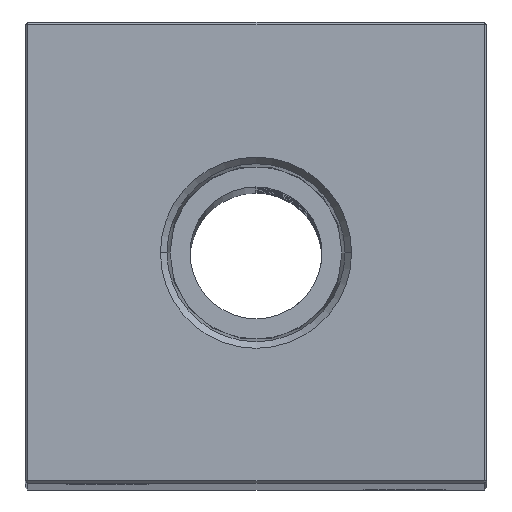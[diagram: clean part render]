
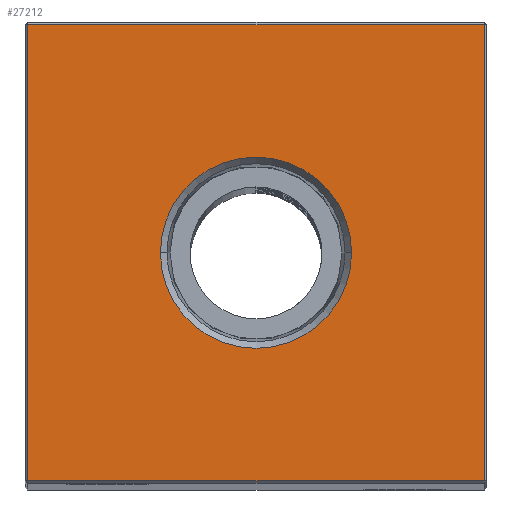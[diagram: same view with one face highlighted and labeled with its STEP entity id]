
A CAD part, top view. The second image highlights one B-rep face of the part: STEP entity #27212.
In plain terms, the highlighted planar face has unit normal (0, 0, 1).
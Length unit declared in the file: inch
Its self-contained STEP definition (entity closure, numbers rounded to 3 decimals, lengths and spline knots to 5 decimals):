
#1815 = EDGE_LOOP ( 'NONE', ( #16884, #8595 ) ) ;
#5066 = CIRCLE ( 'NONE', #25026, 0.3626 ) ;
#5386 = DIRECTION ( 'NONE',  ( 0., 1., 0. ) ) ;
#5666 = CARTESIAN_POINT ( 'NONE',  ( 0.3626, 0., 14.25 ) ) ;
#5757 = VERTEX_POINT ( 'NONE', #21752 ) ;
#5771 = EDGE_CURVE ( 'NONE', #19709, #16590, #32259, .T. ) ;
#6140 = FACE_OUTER_BOUND ( 'NONE', #20944, .T. ) ;
#6148 = LINE ( 'NONE', #17183, #16423 ) ;
#6507 = DIRECTION ( 'NONE',  ( 0., 0., -1. ) ) ;
#6566 = EDGE_CURVE ( 'NONE', #16590, #8283, #6148, .T. ) ;
#6674 = EDGE_CURVE ( 'NONE', #8283, #14665, #34326, .T. ) ;
#6753 = EDGE_CURVE ( 'NONE', #14665, #19709, #19126, .T. ) ;
#7179 = EDGE_CURVE ( 'NONE', #17129, #5757, #11889, .T. ) ;
#8100 = CARTESIAN_POINT ( 'NONE',  ( 0., 0.865, 14.25 ) ) ;
#8283 = VERTEX_POINT ( 'NONE', #25665 ) ;
#8595 = ORIENTED_EDGE ( 'NONE', *, *, #26259, .F. ) ;
#9421 = CARTESIAN_POINT ( 'NONE',  ( 0., 0., 14.25 ) ) ;
#10301 = CARTESIAN_POINT ( 'NONE',  ( 0., -0.865, 14.25 ) ) ;
#10930 = DIRECTION ( 'NONE',  ( 1., 0., 0. ) ) ;
#11483 = ORIENTED_EDGE ( 'NONE', *, *, #5771, .T. ) ;
#11889 = CIRCLE ( 'NONE', #31527, 0.3626 ) ;
#13002 = VECTOR ( 'NONE', #21278, 39.37008 ) ;
#13791 = CARTESIAN_POINT ( 'NONE',  ( -0.865, 0.865, 14.25 ) ) ;
#14665 = VERTEX_POINT ( 'NONE', #30482 ) ;
#16423 = VECTOR ( 'NONE', #27830, 39.37008 ) ;
#16590 = VERTEX_POINT ( 'NONE', #13791 ) ;
#16884 = ORIENTED_EDGE ( 'NONE', *, *, #7179, .F. ) ;
#17073 = ORIENTED_EDGE ( 'NONE', *, *, #6753, .T. ) ;
#17129 = VERTEX_POINT ( 'NONE', #5666 ) ;
#17174 = FACE_BOUND ( 'NONE', #1815, .T. ) ;
#17183 = CARTESIAN_POINT ( 'NONE',  ( -0.865, 0., 14.25 ) ) ;
#17539 = DIRECTION ( 'NONE',  ( -1., 0., 0. ) ) ;
#19100 = DIRECTION ( 'NONE',  ( -1., 0., 0. ) ) ;
#19126 = LINE ( 'NONE', #29680, #24886 ) ;
#19709 = VERTEX_POINT ( 'NONE', #32970 ) ;
#20410 = DIRECTION ( 'NONE',  ( 0., 0., 1. ) ) ;
#20944 = EDGE_LOOP ( 'NONE', ( #30464, #22596, #17073, #11483 ) ) ;
#21278 = DIRECTION ( 'NONE',  ( 1., 0., 0. ) ) ;
#21752 = CARTESIAN_POINT ( 'NONE',  ( -0.3626, 0., 14.25 ) ) ;
#22596 = ORIENTED_EDGE ( 'NONE', *, *, #6674, .T. ) ;
#24460 = CARTESIAN_POINT ( 'NONE',  ( 0., 0., 14.25 ) ) ;
#24886 = VECTOR ( 'NONE', #5386, 39.37008 ) ;
#24993 = VECTOR ( 'NONE', #19100, 39.37008 ) ;
#25026 = AXIS2_PLACEMENT_3D ( 'NONE', #24460, #34917, #10930 ) ;
#25665 = CARTESIAN_POINT ( 'NONE',  ( -0.865, -0.865, 14.25 ) ) ;
#26259 = EDGE_CURVE ( 'NONE', #5757, #17129, #5066, .T. ) ;
#27212 = ADVANCED_FACE ( 'NONE', ( #6140, #17174 ), #27821, .F. ) ;
#27821 = PLANE ( 'NONE',  #31685 ) ;
#27830 = DIRECTION ( 'NONE',  ( 0., -1., 0. ) ) ;
#29680 = CARTESIAN_POINT ( 'NONE',  ( 0.865, 0., 14.25 ) ) ;
#30464 = ORIENTED_EDGE ( 'NONE', *, *, #6566, .T. ) ;
#30482 = CARTESIAN_POINT ( 'NONE',  ( 0.865, -0.865, 14.25 ) ) ;
#30739 = CARTESIAN_POINT ( 'NONE',  ( 0., 0., 14.25 ) ) ;
#30915 = DIRECTION ( 'NONE',  ( 1., 0., 0. ) ) ;
#31527 = AXIS2_PLACEMENT_3D ( 'NONE', #9421, #20410, #30915 ) ;
#31685 = AXIS2_PLACEMENT_3D ( 'NONE', #30739, #6507, #17539 ) ;
#32259 = LINE ( 'NONE', #8100, #24993 ) ;
#32970 = CARTESIAN_POINT ( 'NONE',  ( 0.865, 0.865, 14.25 ) ) ;
#34326 = LINE ( 'NONE', #10301, #13002 ) ;
#34917 = DIRECTION ( 'NONE',  ( 0., 0., 1. ) ) ;
